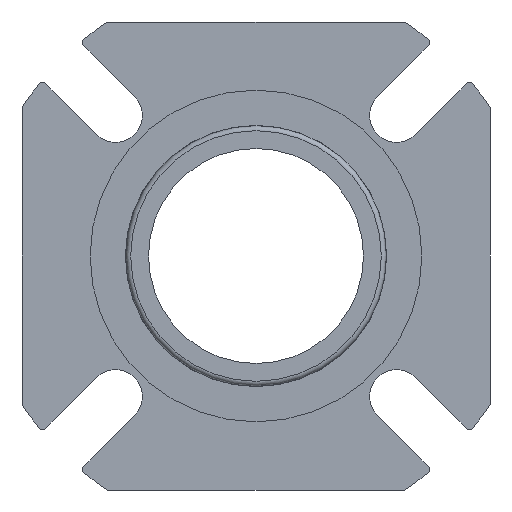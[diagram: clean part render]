
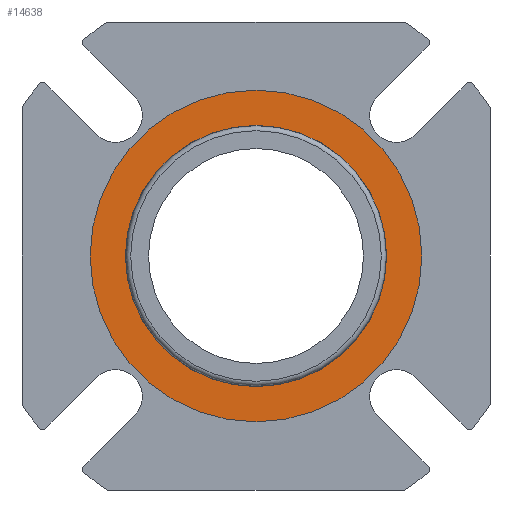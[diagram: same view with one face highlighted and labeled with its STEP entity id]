
A CAD part, left-side view. The second image highlights one B-rep face of the part: STEP entity #14638.
In plain terms, the highlighted planar face has unit normal (-1, 0, 0).
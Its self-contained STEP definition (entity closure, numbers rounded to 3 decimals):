
#3046=PLANE('',#16095);
#7398=ORIENTED_EDGE('',*,*,#9562,.F.);
#7399=ORIENTED_EDGE('',*,*,#9564,.T.);
#9562=EDGE_CURVE('',#10928,#10928,#11607,.F.);
#9564=EDGE_CURVE('',#10930,#10930,#11609,.T.);
#10928=VERTEX_POINT('',#29246);
#10930=VERTEX_POINT('',#29253);
#11607=CIRCLE('',#16089,42.532);
#11609=CIRCLE('',#16094,54.);
#12539=EDGE_LOOP('',(#7398));
#12540=EDGE_LOOP('',(#7399));
#13474=FACE_BOUND('',#12539,.T.);
#13475=FACE_BOUND('',#12540,.T.);
#14638=ADVANCED_FACE('',(#13474,#13475),#3046,.F.);
#16089=AXIS2_PLACEMENT_3D('',#29245,#19995,#19996);
#16094=AXIS2_PLACEMENT_3D('',#29252,#20005,#20006);
#16095=AXIS2_PLACEMENT_3D('',#29254,#20007,#20008);
#19995=DIRECTION('',(1.,0.,0.));
#19996=DIRECTION('',(0.,0.,-1.));
#20005=DIRECTION('',(-1.,0.,0.));
#20006=DIRECTION('',(0.,0.,1.));
#20007=DIRECTION('',(1.,0.,0.));
#20008=DIRECTION('',(0.,0.,-1.));
#29245=CARTESIAN_POINT('',(-13.97,0.,0.));
#29246=CARTESIAN_POINT('',(-13.97,0.,-42.532));
#29252=CARTESIAN_POINT('',(-13.97,0.,0.));
#29253=CARTESIAN_POINT('',(-13.97,0.,54.));
#29254=CARTESIAN_POINT('',(-13.97,0.,54.));
